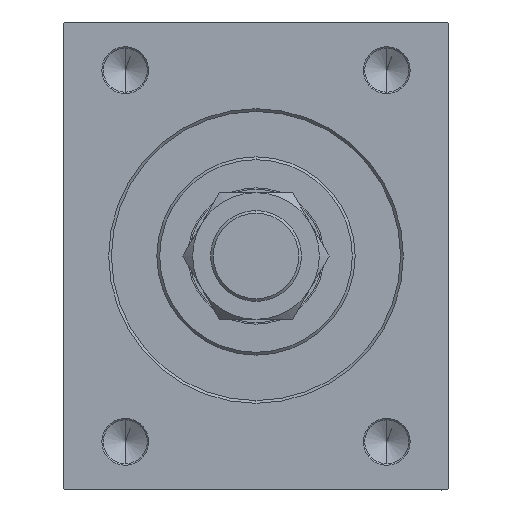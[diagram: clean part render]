
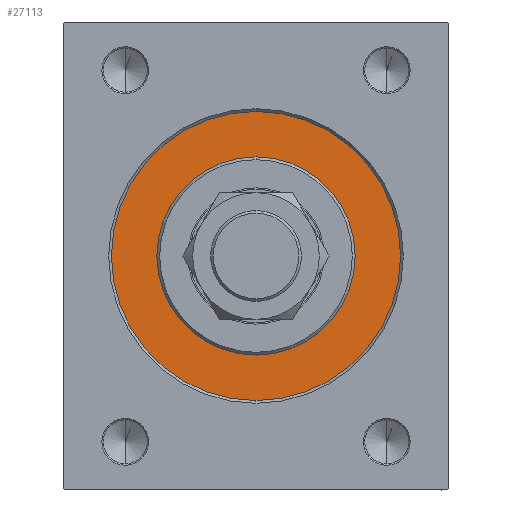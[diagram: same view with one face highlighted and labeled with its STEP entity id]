
A CAD part, left-side view. The second image highlights one B-rep face of the part: STEP entity #27113.
In plain terms, the highlighted face is planar.
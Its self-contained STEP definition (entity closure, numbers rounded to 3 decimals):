
#1368 = EDGE_CURVE ( 'NONE', #43399, #21141, #36540, .T. ) ;
#1867 = ORIENTED_EDGE ( 'NONE', *, *, #1368, .F. ) ;
#2602 = AXIS2_PLACEMENT_3D ( 'NONE', #3580, #21781, #2905 ) ;
#2666 = CARTESIAN_POINT ( 'NONE',  ( 0., 0., -36. ) ) ;
#2905 = DIRECTION ( 'NONE',  ( 0., 0., 1. ) ) ;
#3580 = CARTESIAN_POINT ( 'NONE',  ( 0., 0., 0. ) ) ;
#5186 = CARTESIAN_POINT ( 'NONE',  ( 0., 0., 0. ) ) ;
#5266 = AXIS2_PLACEMENT_3D ( 'NONE', #45950, #31494, #24948 ) ;
#9191 = AXIS2_PLACEMENT_3D ( 'NONE', #34241, #27926, #24424 ) ;
#9342 = DIRECTION ( 'NONE',  ( 0., 0., -1. ) ) ;
#11762 = AXIS2_PLACEMENT_3D ( 'NONE', #27531, #26853, #9342 ) ;
#12296 = ORIENTED_EDGE ( 'NONE', *, *, #32132, .F. ) ;
#12420 = DIRECTION ( 'NONE',  ( -1., 0., 0. ) ) ;
#13053 = ORIENTED_EDGE ( 'NONE', *, *, #24458, .F. ) ;
#13155 = ORIENTED_EDGE ( 'NONE', *, *, #40325, .F. ) ;
#15336 = EDGE_LOOP ( 'NONE', ( #12296, #13053 ) ) ;
#15685 = DIRECTION ( 'NONE',  ( 0., 0., 1. ) ) ;
#20714 = CIRCLE ( 'NONE', #11762, 36. ) ;
#21141 = VERTEX_POINT ( 'NONE', #2666 ) ;
#21182 = AXIS2_PLACEMENT_3D ( 'NONE', #5186, #12420, #15685 ) ;
#21591 = PLANE ( 'NONE',  #21182 ) ;
#21781 = DIRECTION ( 'NONE',  ( -1., 0., 0. ) ) ;
#22708 = CIRCLE ( 'NONE', #2602, 52.5 ) ;
#22820 = VERTEX_POINT ( 'NONE', #44206 ) ;
#24424 = DIRECTION ( 'NONE',  ( 0., 0., 1. ) ) ;
#24458 = EDGE_CURVE ( 'NONE', #29941, #22820, #30073, .T. ) ;
#24948 = DIRECTION ( 'NONE',  ( 0., 0., -1. ) ) ;
#26853 = DIRECTION ( 'NONE',  ( 1., 0., 0. ) ) ;
#27113 = ADVANCED_FACE ( 'NONE', ( #37152, #36285 ), #21591, .F. ) ;
#27219 = EDGE_LOOP ( 'NONE', ( #1867, #13155 ) ) ;
#27531 = CARTESIAN_POINT ( 'NONE',  ( 0., 0., 0. ) ) ;
#27926 = DIRECTION ( 'NONE',  ( -1., 0., 0. ) ) ;
#29941 = VERTEX_POINT ( 'NONE', #43923 ) ;
#30073 = CIRCLE ( 'NONE', #9191, 52.5 ) ;
#31494 = DIRECTION ( 'NONE',  ( 1., 0., 0. ) ) ;
#32132 = EDGE_CURVE ( 'NONE', #22820, #29941, #22708, .T. ) ;
#34241 = CARTESIAN_POINT ( 'NONE',  ( 0., 0., 0. ) ) ;
#36285 = FACE_OUTER_BOUND ( 'NONE', #15336, .T. ) ;
#36540 = CIRCLE ( 'NONE', #5266, 36. ) ;
#37152 = FACE_BOUND ( 'NONE', #27219, .T. ) ;
#38706 = CARTESIAN_POINT ( 'NONE',  ( 0., 0., 36. ) ) ;
#40325 = EDGE_CURVE ( 'NONE', #21141, #43399, #20714, .T. ) ;
#43399 = VERTEX_POINT ( 'NONE', #38706 ) ;
#43923 = CARTESIAN_POINT ( 'NONE',  ( 0., 0., 52.5 ) ) ;
#44206 = CARTESIAN_POINT ( 'NONE',  ( 0., 0., -52.5 ) ) ;
#45950 = CARTESIAN_POINT ( 'NONE',  ( 0., 0., 0. ) ) ;
